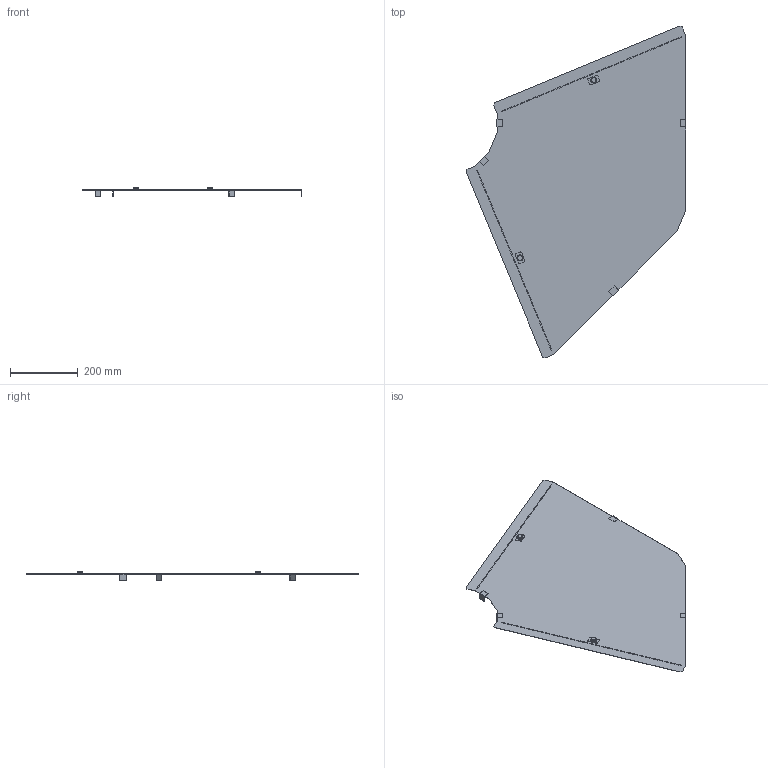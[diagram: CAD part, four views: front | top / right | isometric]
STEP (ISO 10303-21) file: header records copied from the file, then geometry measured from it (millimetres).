
FILE_DESCRIPTION(/* description */ (''),/* implementation_level */ '2;1');
FILE_NAME(/* name */ '485219.stp',/* time_stamp */ '2023-12-19T13:47:04+01:00',/* author */ ('bonnaudn'),/* organization */ (''),/* preprocessor_version */ 'ST-DEVELOPER v19.2',/* originating_system */ 'AutoCAD Mechanical',/* authorisation */ '');
FILE_SCHEMA (('AUTOMOTIVE_DESIGN { 1 0 10303 214 3 1 1 }'));
Length unit declared in the file: millimetre
Products named in the file (1): Product
Bounding box: 648.9 x 979.28 x 26.13 mm (x, y, z)
Volume: 323011.8 mm3; surface area: 807584.5 mm2
Topology: 9 solids, 125 shells, 196 faces, 644 edges, 584 vertices
Faces by surface type: plane 184, cylinder 8, cone 4
Entity records: 7225 total; most frequent: CARTESIAN_POINT 1425, DIRECTION 1062, ORIENTED_EDGE 824, EDGE_CURVE 644, LINE 620, VECTOR 620, VERTEX_POINT 584, AXIS2_PLACEMENT_3D 221
